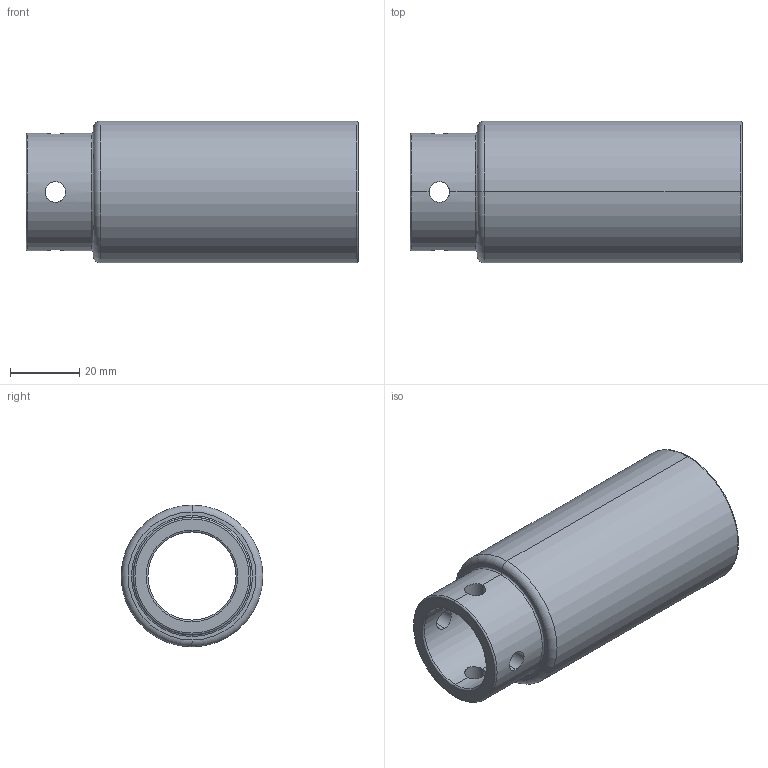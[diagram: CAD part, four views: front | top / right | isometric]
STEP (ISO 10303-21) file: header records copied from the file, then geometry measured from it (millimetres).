
FILE_DESCRIPTION (( 'STEP AP203' ), '1' );
FILE_NAME ('manchon gaine flexible.STEP', '2021-08-25T16:27:00', ( '' ), ( '' ), 'SwSTEP 2.0', 'SolidWorks 2018', '' );
FILE_SCHEMA (( 'CONFIG_CONTROL_DESIGN' ));
Length unit declared in the file: millimetre
Products named in the file (1): manchon gaine flexible
Bounding box: 96 x 41 x 41 mm (x, y, z)
Volume: 27951.7 mm3; surface area: 23633.5 mm2
Topology: 1 solids, 1 shells, 36 faces, 84 edges, 48 vertices
Faces by surface type: cylinder 16, torus 16, plane 4
Entity records: 1593 total; most frequent: CARTESIAN_POINT 673, DIRECTION 190, ORIENTED_EDGE 168, AXIS2_PLACEMENT_3D 85, EDGE_CURVE 84, CIRCLE 48, VERTEX_POINT 48, EDGE_LOOP 44
